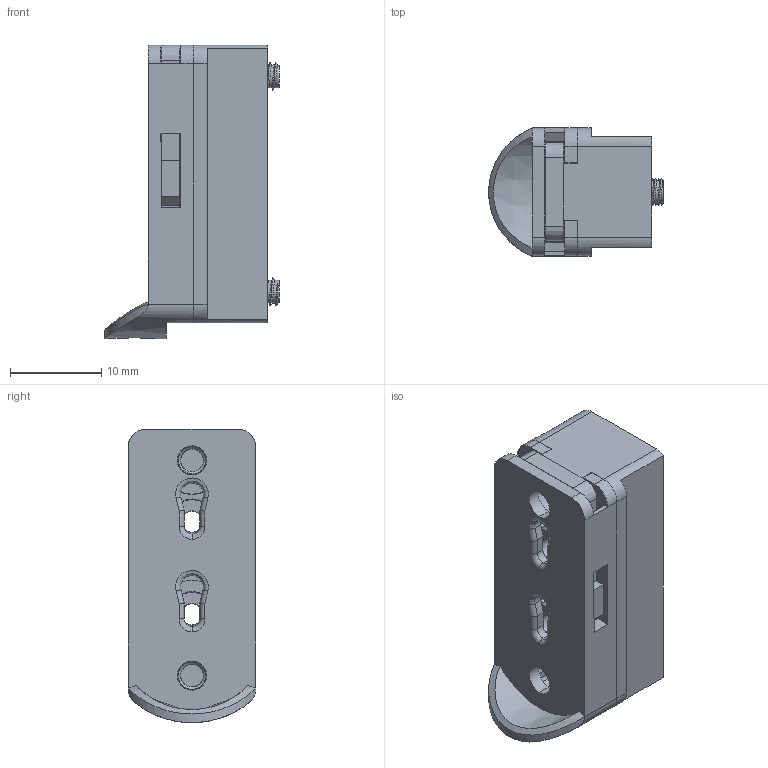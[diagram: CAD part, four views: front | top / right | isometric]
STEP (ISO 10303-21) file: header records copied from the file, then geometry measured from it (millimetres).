
FILE_DESCRIPTION (( 'STEP AP203' ), '1' );
FILE_NAME ('BlockF5.STEP', '2019-10-23T16:44:14', ( 'USER' ), ( '' ), 'SwSTEP 2.0', 'SolidWorks 2019', '' );
FILE_SCHEMA (( 'CONFIG_CONTROL_DESIGN' ));
Length unit declared in the file: inch
Products named in the file (1): BlockF5
Bounding box: 19.17 x 14.04 x 32.24 mm (x, y, z)
Surface area: 4593.5 mm2 (no closed solid volume)
Topology: 0 solids, 6 shells, 274 faces, 875 edges, 602 vertices
Faces by surface type: plane 98, cylinder 97, bspline 41, cone 34, torus 4
Entity records: 11633 total; most frequent: CARTESIAN_POINT 4630, ORIENTED_EDGE 1476, DIRECTION 1248, EDGE_CURVE 875, VERTEX_POINT 602, AXIS2_PLACEMENT_3D 419, LINE 410, VECTOR 410
